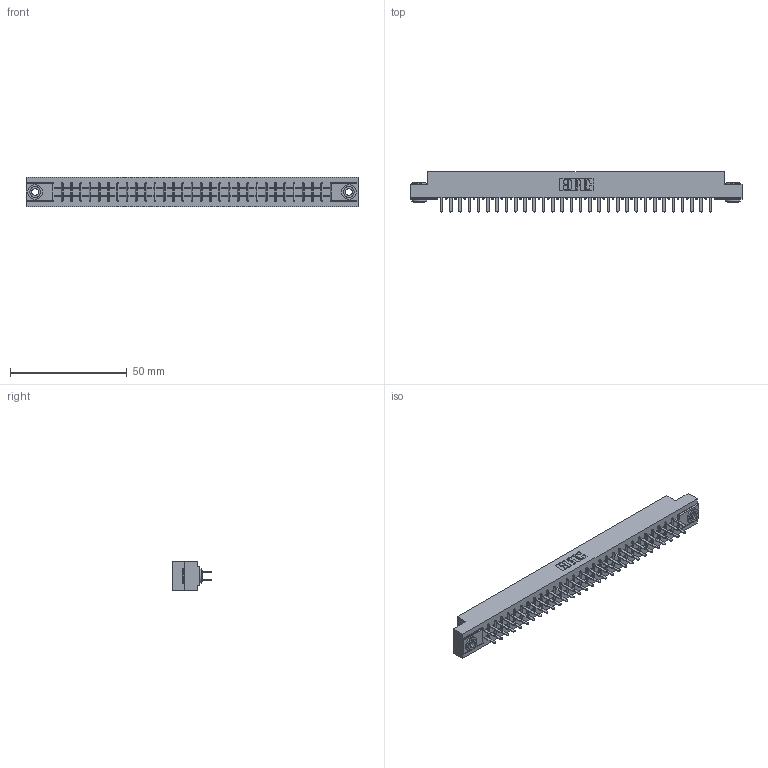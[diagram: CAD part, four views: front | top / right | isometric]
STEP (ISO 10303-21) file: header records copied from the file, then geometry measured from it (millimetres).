
FILE_DESCRIPTION (( 'STEP AP203' ), '1' );
FILE_NAME ('315-060-520-203.STEP', '2019-09-10T19:55:54', ( '' ), ( '' ), 'SwSTEP 2.0', 'SolidWorks 2016', '' );
FILE_SCHEMA (( 'CONFIG_CONTROL_DESIGN' ));
Length unit declared in the file: inch
Products named in the file (4): 305-290-001_520; 345-250-002_345-250-002-102; 315-060-520-203; 305 Part_.156 Dia
Assembly tree (63 placements, depth 2):
  315-060-520-203
    305 Part_.156 Dia
    305-290-001_520  x60
    345-250-002_345-250-002-102  x2
Bounding box: 141.88 x 17.09 x 12.7 mm (x, y, z)
Volume: 14729.9 mm3; surface area: 18752.2 mm2
Topology: 63 solids, 63 shells, 2928 faces, 8318 edges, 5380 vertices
Faces by surface type: plane 1712, cylinder 1088, sphere 120, cone 8
Entity records: 34888 total; most frequent: CARTESIAN_POINT 5753, ORIENTED_EDGE 5700, DIRECTION 5590, EDGE_CURVE 2850, VECTOR 2284, LINE 2284, VERTEX_POINT 1816, AXIS2_PLACEMENT_3D 1653
